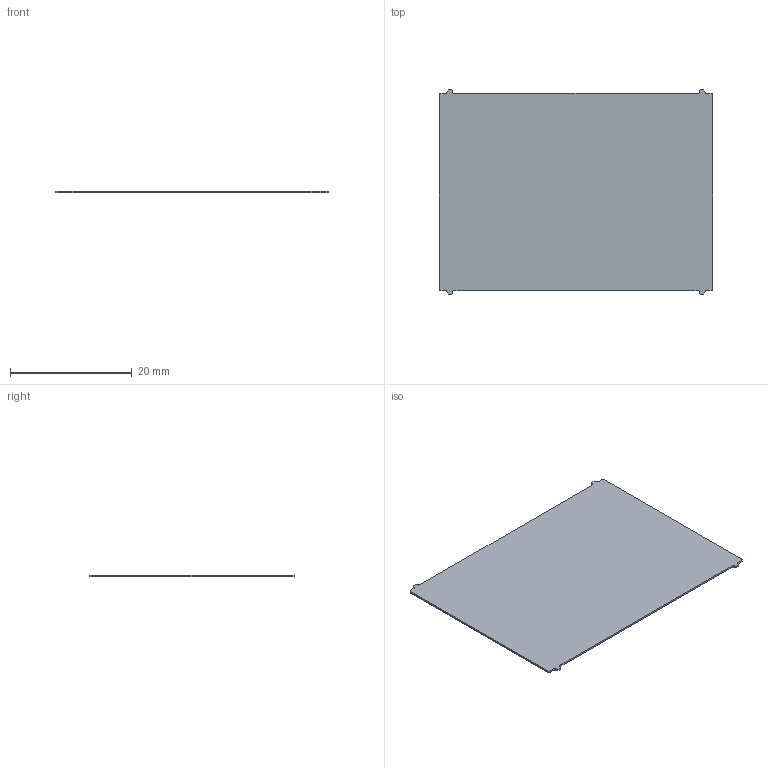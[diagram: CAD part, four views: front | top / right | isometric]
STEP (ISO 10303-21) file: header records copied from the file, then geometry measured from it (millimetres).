
FILE_DESCRIPTION(('Open CASCADE Model'),'2;1');
FILE_NAME('Open CASCADE Shape Model','2015-11-26T15:50:44',('Author'),( 'Open CASCADE'),'Open CASCADE STEP processor 6.5','Open CASCADE 6.5' ,'Unknown');
FILE_SCHEMA(('AUTOMOTIVE_DESIGN { 1 0 10303 214 1 1 1 1 }'));
Length unit declared in the file: millimetre
Products named in the file (2): PCB; BoardFC_POH_L3&L4_v1.1.3
Assembly tree (1 placements, depth 2):
  PCB
    BoardFC_POH_L3&L4_v1.1.3
Bounding box: 45.01 x 33.61 x 0.3 mm (x, y, z)
Volume: 439.3 mm3; surface area: 2976 mm2
Topology: 1 solids, 1 shells, 84 faces, 246 edges, 164 vertices
Faces by surface type: plane 84
Entity records: 5967 total; most frequent: CARTESIAN_POINT 988, DIRECTION 910, LINE 738, VECTOR 738, ORIENTED_EDGE 492, PCURVE 492, DEFINITIONAL_REPRESENTATION 492, EDGE_CURVE 246
